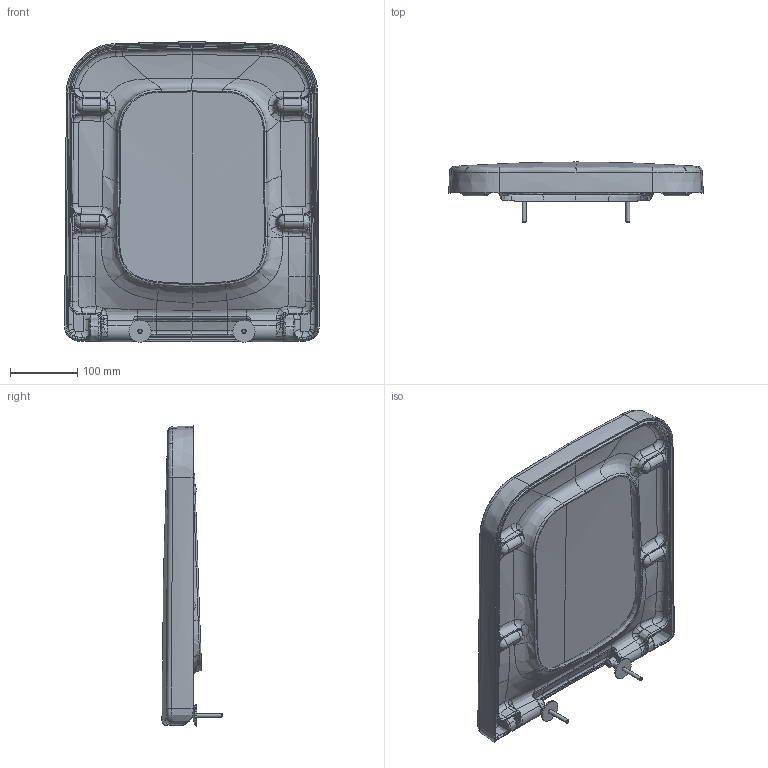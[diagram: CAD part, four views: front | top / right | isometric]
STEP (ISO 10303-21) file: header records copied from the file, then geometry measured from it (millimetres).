
FILE_DESCRIPTION(/* description */ (''),/* implementation_level */ '2;1');
FILE_NAME(/* name */ '9M6061_WCS.stp',/* time_stamp */ '2022-01-26T07:57:47+01:00',/* author */ (''),/* organization */ (''),/* preprocessor_version */ 'ST-DEVELOPER v18.1',/* originating_system */ 'SIEMENS PLM Software NX 1973',/* authorisation */ '');
FILE_SCHEMA (('AUTOMOTIVE_DESIGN { 1 0 10303 214 3 1 1 1 }'));
Products named in the file (1): Muel12B49DBEaztx
Bounding box: 380 x 89.66 x 448.5 mm (x, y, z)
Volume: 1656800.7 mm3; surface area: 691016.6 mm2
Topology: 10 solids, 12 shells, 697 faces, 1719 edges, 1061 vertices
Faces by surface type: bspline 540, plane 67, cylinder 46, extrusion 20, cone 14, torus 6, sphere 4
Full cylindrical faces by diameter (mm): 5 x4, 6 x2, 6.3 x2, 7 x2, 7.2 x2, 12 x2, 21 x2, 32 x2, 33 x2
Entity records: 62101 total; most frequent: CARTESIAN_POINT 50302, ORIENTED_EDGE 3310, EDGE_CURVE 1655, B_SPLINE_CURVE_WITH_KNOTS 1425, VERTEX_POINT 1041, EDGE_LOOP 762, ADVANCED_FACE 697, DIRECTION 679
